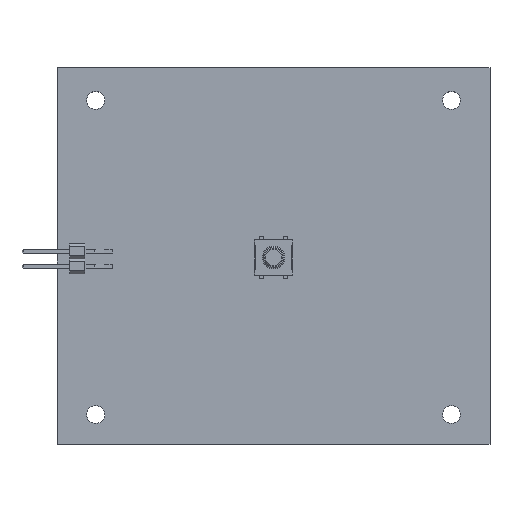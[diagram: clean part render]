
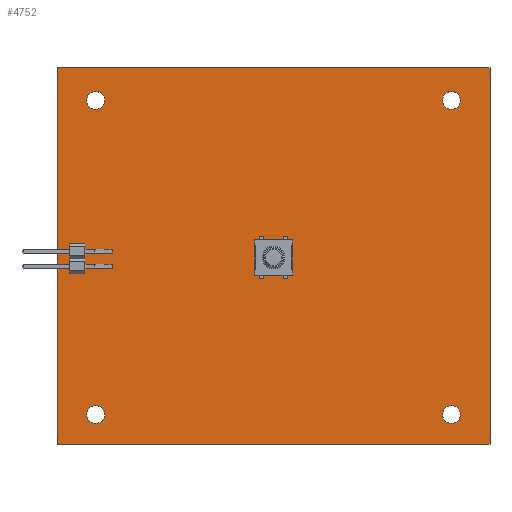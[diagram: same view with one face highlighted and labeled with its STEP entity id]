
A CAD part, top view. The second image highlights one B-rep face of the part: STEP entity #4752.
In plain terms, the highlighted planar face has unit normal (0, 0, 1).
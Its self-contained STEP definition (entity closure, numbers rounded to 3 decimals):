
#4479 = VERTEX_POINT('',#4480);
#4480 = CARTESIAN_POINT('',(164.5,-104.,1.51));
#4486 = EDGE_CURVE('',#4479,#4487,#4489,.T.);
#4487 = VERTEX_POINT('',#4488);
#4488 = CARTESIAN_POINT('',(91.5,-104.,1.51));
#4489 = LINE('',#4490,#4491);
#4490 = CARTESIAN_POINT('',(164.5,-104.,1.51));
#4491 = VECTOR('',#4492,1.);
#4492 = DIRECTION('',(-1.,0.,0.));
#4517 = EDGE_CURVE('',#4487,#4518,#4520,.T.);
#4518 = VERTEX_POINT('',#4519);
#4519 = CARTESIAN_POINT('',(91.5,-40.5,1.51));
#4520 = LINE('',#4521,#4522);
#4521 = CARTESIAN_POINT('',(91.5,-104.,1.51));
#4522 = VECTOR('',#4523,1.);
#4523 = DIRECTION('',(0.,1.,0.));
#4548 = EDGE_CURVE('',#4518,#4549,#4551,.T.);
#4549 = VERTEX_POINT('',#4550);
#4550 = CARTESIAN_POINT('',(164.5,-40.5,1.51));
#4551 = LINE('',#4552,#4553);
#4552 = CARTESIAN_POINT('',(91.5,-40.5,1.51));
#4553 = VECTOR('',#4554,1.);
#4554 = DIRECTION('',(1.,0.,0.));
#4579 = EDGE_CURVE('',#4549,#4479,#4580,.T.);
#4580 = LINE('',#4581,#4582);
#4581 = CARTESIAN_POINT('',(164.5,-40.5,1.51));
#4582 = VECTOR('',#4583,1.);
#4583 = DIRECTION('',(0.,-1.,0.));
#4603 = VERTEX_POINT('',#4604);
#4604 = CARTESIAN_POINT('',(99.5,-99.,1.51));
#4610 = EDGE_CURVE('',#4603,#4603,#4611,.T.);
#4611 = CIRCLE('',#4612,1.5);
#4612 = AXIS2_PLACEMENT_3D('',#4613,#4614,#4615);
#4613 = CARTESIAN_POINT('',(98.,-99.,1.51));
#4614 = DIRECTION('',(0.,0.,1.));
#4615 = DIRECTION('',(1.,0.,-0.));
#4636 = VERTEX_POINT('',#4637);
#4637 = CARTESIAN_POINT('',(159.5,-99.,1.51));
#4643 = EDGE_CURVE('',#4636,#4636,#4644,.T.);
#4644 = CIRCLE('',#4645,1.5);
#4645 = AXIS2_PLACEMENT_3D('',#4646,#4647,#4648);
#4646 = CARTESIAN_POINT('',(158.,-99.,1.51));
#4647 = DIRECTION('',(0.,0.,1.));
#4648 = DIRECTION('',(1.,0.,-0.));
#4669 = VERTEX_POINT('',#4670);
#4670 = CARTESIAN_POINT('',(99.5,-46.,1.51));
#4676 = EDGE_CURVE('',#4669,#4669,#4677,.T.);
#4677 = CIRCLE('',#4678,1.5);
#4678 = AXIS2_PLACEMENT_3D('',#4679,#4680,#4681);
#4679 = CARTESIAN_POINT('',(98.,-46.,1.51));
#4680 = DIRECTION('',(0.,0.,1.));
#4681 = DIRECTION('',(1.,0.,-0.));
#4702 = VERTEX_POINT('',#4703);
#4703 = CARTESIAN_POINT('',(159.5,-46.,1.51));
#4709 = EDGE_CURVE('',#4702,#4702,#4710,.T.);
#4710 = CIRCLE('',#4711,1.5);
#4711 = AXIS2_PLACEMENT_3D('',#4712,#4713,#4714);
#4712 = CARTESIAN_POINT('',(158.,-46.,1.51));
#4713 = DIRECTION('',(0.,0.,1.));
#4714 = DIRECTION('',(1.,0.,-0.));
#4752 = ADVANCED_FACE('',(#4753,#4759,#4762,#4765,#4768),#4771,.T.);
#4753 = FACE_BOUND('',#4754,.F.);
#4754 = EDGE_LOOP('',(#4755,#4756,#4757,#4758));
#4755 = ORIENTED_EDGE('',*,*,#4486,.T.);
#4756 = ORIENTED_EDGE('',*,*,#4517,.T.);
#4757 = ORIENTED_EDGE('',*,*,#4548,.T.);
#4758 = ORIENTED_EDGE('',*,*,#4579,.T.);
#4759 = FACE_BOUND('',#4760,.F.);
#4760 = EDGE_LOOP('',(#4761));
#4761 = ORIENTED_EDGE('',*,*,#4610,.T.);
#4762 = FACE_BOUND('',#4763,.F.);
#4763 = EDGE_LOOP('',(#4764));
#4764 = ORIENTED_EDGE('',*,*,#4643,.T.);
#4765 = FACE_BOUND('',#4766,.F.);
#4766 = EDGE_LOOP('',(#4767));
#4767 = ORIENTED_EDGE('',*,*,#4676,.T.);
#4768 = FACE_BOUND('',#4769,.F.);
#4769 = EDGE_LOOP('',(#4770));
#4770 = ORIENTED_EDGE('',*,*,#4709,.T.);
#4771 = PLANE('',#4772);
#4772 = AXIS2_PLACEMENT_3D('',#4773,#4774,#4775);
#4773 = CARTESIAN_POINT('',(0.,0.,1.51));
#4774 = DIRECTION('',(0.,0.,1.));
#4775 = DIRECTION('',(1.,0.,-0.));
